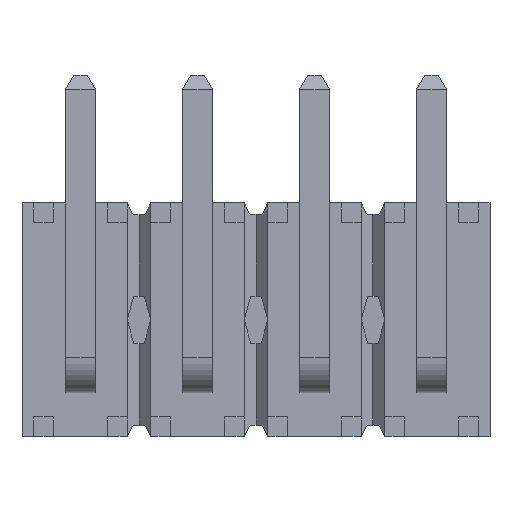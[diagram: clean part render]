
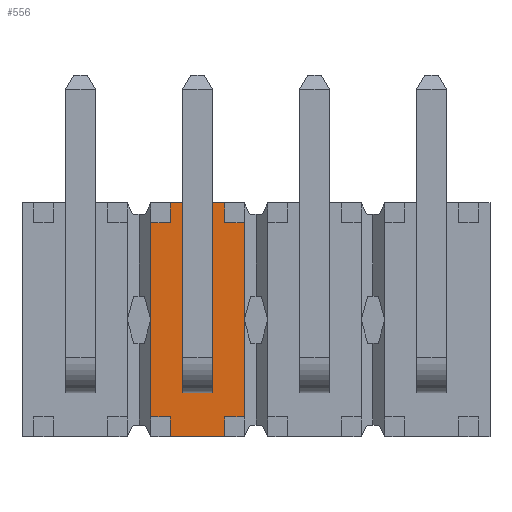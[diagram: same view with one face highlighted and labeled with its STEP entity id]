
A CAD part, front view. The second image highlights one B-rep face of the part: STEP entity #556.
In plain terms, the highlighted planar face has unit normal (0, -1, 0).
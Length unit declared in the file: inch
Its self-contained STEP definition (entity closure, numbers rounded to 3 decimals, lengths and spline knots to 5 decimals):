
#556 = ADVANCED_FACE( '', ( #1371, #1372, #1373 ), #1374, .T. );
#1371 = FACE_OUTER_BOUND( '', #2485, .T. );
#1372 = FACE_BOUND( '', #2486, .T. );
#1373 = FACE_BOUND( '', #2487, .T. );
#1374 = PLANE( '', #2488 );
#2485 = EDGE_LOOP( '', ( #3967, #3968, #3969, #3970, #3971, #3972, #3973, #3974, #3975, #3976, #3977, #3978, #3979, #3980 ) );
#2486 = EDGE_LOOP( '', ( #3981, #3982, #3983, #3984 ) );
#2487 = EDGE_LOOP( '', ( #3985, #3986, #3987, #3988 ) );
#2488 = AXIS2_PLACEMENT_3D( '', #3989, #3990, #3991 );
#3967 = ORIENTED_EDGE( '', *, *, #6699, .T. );
#3968 = ORIENTED_EDGE( '', *, *, #7030, .F. );
#3969 = ORIENTED_EDGE( '', *, *, #7031, .T. );
#3970 = ORIENTED_EDGE( '', *, *, #7032, .T. );
#3971 = ORIENTED_EDGE( '', *, *, #7033, .T. );
#3972 = ORIENTED_EDGE( '', *, *, #7034, .F. );
#3973 = ORIENTED_EDGE( '', *, *, #7035, .F. );
#3974 = ORIENTED_EDGE( '', *, *, #6922, .F. );
#3975 = ORIENTED_EDGE( '', *, *, #7036, .T. );
#3976 = ORIENTED_EDGE( '', *, *, #7037, .T. );
#3977 = ORIENTED_EDGE( '', *, *, #7038, .F. );
#3978 = ORIENTED_EDGE( '', *, *, #7039, .F. );
#3979 = ORIENTED_EDGE( '', *, *, #6905, .F. );
#3980 = ORIENTED_EDGE( '', *, *, #7040, .F. );
#3981 = ORIENTED_EDGE( '', *, *, #6749, .F. );
#3982 = ORIENTED_EDGE( '', *, *, #6871, .F. );
#3983 = ORIENTED_EDGE( '', *, *, #7041, .F. );
#3984 = ORIENTED_EDGE( '', *, *, #7042, .F. );
#3985 = ORIENTED_EDGE( '', *, *, #7043, .F. );
#3986 = ORIENTED_EDGE( '', *, *, #7044, .F. );
#3987 = ORIENTED_EDGE( '', *, *, #6718, .F. );
#3988 = ORIENTED_EDGE( '', *, *, #6816, .F. );
#3989 = CARTESIAN_POINT( '', ( -0.02688, 0.02, 0.2 ) );
#3990 = DIRECTION( '', ( 0., -1., 0. ) );
#3991 = DIRECTION( '', ( 0., 0., -1. ) );
#6699 = EDGE_CURVE( '', #8007, #8005, #8008, .T. );
#6718 = EDGE_CURVE( '', #8039, #8041, #8042, .T. );
#6749 = EDGE_CURVE( '', #8096, #8098, #8099, .T. );
#6816 = EDGE_CURVE( '', #8216, #8039, #8218, .T. );
#6871 = EDGE_CURVE( '', #8310, #8096, #8312, .T. );
#6905 = EDGE_CURVE( '', #8366, #8368, #8369, .T. );
#6922 = EDGE_CURVE( '', #8394, #7996, #8396, .T. );
#7030 = EDGE_CURVE( '', #8574, #8005, #8575, .T. );
#7031 = EDGE_CURVE( '', #8574, #8576, #8577, .T. );
#7032 = EDGE_CURVE( '', #8576, #8578, #8579, .T. );
#7033 = EDGE_CURVE( '', #8578, #8580, #8581, .T. );
#7034 = EDGE_CURVE( '', #8582, #8580, #8583, .T. );
#7035 = EDGE_CURVE( '', #7996, #8582, #8584, .T. );
#7036 = EDGE_CURVE( '', #8394, #8585, #8586, .T. );
#7037 = EDGE_CURVE( '', #8585, #8587, #8588, .T. );
#7038 = EDGE_CURVE( '', #8589, #8587, #8590, .T. );
#7039 = EDGE_CURVE( '', #8368, #8589, #8591, .T. );
#7040 = EDGE_CURVE( '', #8007, #8366, #8592, .T. );
#7041 = EDGE_CURVE( '', #8593, #8310, #8594, .T. );
#7042 = EDGE_CURVE( '', #8098, #8593, #8595, .T. );
#7043 = EDGE_CURVE( '', #8596, #8216, #8597, .T. );
#7044 = EDGE_CURVE( '', #8041, #8596, #8598, .T. );
#7996 = VERTEX_POINT( '', #9890 );
#8005 = VERTEX_POINT( '', #9903 );
#8007 = VERTEX_POINT( '', #9906 );
#8008 = LINE( '', #9907, #9908 );
#8039 = VERTEX_POINT( '', #9952 );
#8041 = VERTEX_POINT( '', #9955 );
#8042 = LINE( '', #9956, #9957 );
#8096 = VERTEX_POINT( '', #10031 );
#8098 = VERTEX_POINT( '', #10034 );
#8099 = LINE( '', #10035, #10036 );
#8216 = VERTEX_POINT( '', #10202 );
#8218 = LINE( '', #10205, #10206 );
#8310 = VERTEX_POINT( '', #10341 );
#8312 = LINE( '', #10344, #10345 );
#8366 = VERTEX_POINT( '', #10424 );
#8368 = VERTEX_POINT( '', #10427 );
#8369 = LINE( '', #10428, #10429 );
#8394 = VERTEX_POINT( '', #10466 );
#8396 = LINE( '', #10469, #10470 );
#8574 = VERTEX_POINT( '', #10732 );
#8575 = LINE( '', #10733, #10734 );
#8576 = VERTEX_POINT( '', #10735 );
#8577 = LINE( '', #10736, #10737 );
#8578 = VERTEX_POINT( '', #10738 );
#8579 = LINE( '', #10739, #10740 );
#8580 = VERTEX_POINT( '', #10741 );
#8581 = LINE( '', #10742, #10743 );
#8582 = VERTEX_POINT( '', #10744 );
#8583 = LINE( '', #10745, #10746 );
#8584 = LINE( '', #10747, #10748 );
#8585 = VERTEX_POINT( '', #10749 );
#8586 = LINE( '', #10750, #10751 );
#8587 = VERTEX_POINT( '', #10752 );
#8588 = LINE( '', #10753, #10754 );
#8589 = VERTEX_POINT( '', #10755 );
#8590 = LINE( '', #10756, #10757 );
#8591 = LINE( '', #10758, #10759 );
#8592 = LINE( '', #10760, #10761 );
#8593 = VERTEX_POINT( '', #10762 );
#8594 = LINE( '', #10763, #10764 );
#8595 = LINE( '', #10765, #10766 );
#8596 = VERTEX_POINT( '', #10767 );
#8597 = LINE( '', #10768, #10769 );
#8598 = LINE( '', #10770, #10771 );
#9890 = CARTESIAN_POINT( '', ( -0.09, 0.02, -0.083 ) );
#9903 = CARTESIAN_POINT( '', ( -0.02688, 0.02, 0.083 ) );
#9906 = CARTESIAN_POINT( '', ( -0.01, 0.02, 0.083 ) );
#9907 = CARTESIAN_POINT( '', ( 0.4, 0.02, 0.083 ) );
#9908 = VECTOR( '', #12651, 39.37008 );
#9952 = CARTESIAN_POINT( '', ( -0.0375, 0.02, -0.0625 ) );
#9955 = CARTESIAN_POINT( '', ( -0.0375, 0.02, -0.0375 ) );
#9956 = CARTESIAN_POINT( '', ( -0.0375, 0.02, -0.0375 ) );
#9957 = VECTOR( '', #12666, 39.37008 );
#10031 = CARTESIAN_POINT( '', ( -0.0625, 0.02, 0.0625 ) );
#10034 = CARTESIAN_POINT( '', ( -0.0625, 0.02, 0.0375 ) );
#10035 = CARTESIAN_POINT( '', ( -0.0625, 0.02, 0.0375 ) );
#10036 = VECTOR( '', #12700, 39.37008 );
#10202 = CARTESIAN_POINT( '', ( -0.0625, 0.02, -0.0625 ) );
#10205 = CARTESIAN_POINT( '', ( -0.0375, 0.02, -0.0625 ) );
#10206 = VECTOR( '', #12763, 39.37008 );
#10341 = CARTESIAN_POINT( '', ( -0.0375, 0.02, 0.0625 ) );
#10344 = CARTESIAN_POINT( '', ( -0.0625, 0.02, 0.0625 ) );
#10345 = VECTOR( '', #12808, 39.37008 );
#10424 = CARTESIAN_POINT( '', ( -0.01, 0.02, 0. ) );
#10427 = CARTESIAN_POINT( '', ( -0.01, 0.02, -0.083 ) );
#10428 = CARTESIAN_POINT( '', ( -0.01, 0.02, 0.4 ) );
#10429 = VECTOR( '', #12835, 39.37008 );
#10466 = CARTESIAN_POINT( '', ( -0.07312, 0.02, -0.083 ) );
#10469 = CARTESIAN_POINT( '', ( 0.4, 0.02, -0.083 ) );
#10470 = VECTOR( '', #12849, 39.37008 );
#10732 = CARTESIAN_POINT( '', ( -0.02688, 0.02, 0.1 ) );
#10733 = CARTESIAN_POINT( '', ( -0.02688, 0.02, 0.2 ) );
#10734 = VECTOR( '', #12934, 39.37008 );
#10735 = CARTESIAN_POINT( '', ( -0.07312, 0.02, 0.1 ) );
#10736 = CARTESIAN_POINT( '', ( -0.2, 0.02, 0.1 ) );
#10737 = VECTOR( '', #12935, 39.37008 );
#10738 = CARTESIAN_POINT( '', ( -0.07312, 0.02, 0.083 ) );
#10739 = CARTESIAN_POINT( '', ( -0.07312, 0.02, 0.2 ) );
#10740 = VECTOR( '', #12936, 39.37008 );
#10741 = CARTESIAN_POINT( '', ( -0.09, 0.02, 0.083 ) );
#10742 = CARTESIAN_POINT( '', ( 0.4, 0.02, 0.083 ) );
#10743 = VECTOR( '', #12937, 39.37008 );
#10744 = CARTESIAN_POINT( '', ( -0.09, 0.02, 0. ) );
#10745 = CARTESIAN_POINT( '', ( -0.09, 0.02, 0.4 ) );
#10746 = VECTOR( '', #12938, 39.37008 );
#10747 = CARTESIAN_POINT( '', ( -0.09, 0.02, 0.4 ) );
#10748 = VECTOR( '', #12939, 39.37008 );
#10749 = CARTESIAN_POINT( '', ( -0.07312, 0.02, -0.1 ) );
#10750 = CARTESIAN_POINT( '', ( -0.07312, 0.02, 0.2 ) );
#10751 = VECTOR( '', #12940, 39.37008 );
#10752 = CARTESIAN_POINT( '', ( -0.02688, 0.02, -0.1 ) );
#10753 = CARTESIAN_POINT( '', ( 0.2, 0.02, -0.1 ) );
#10754 = VECTOR( '', #12941, 39.37008 );
#10755 = CARTESIAN_POINT( '', ( -0.02688, 0.02, -0.083 ) );
#10756 = CARTESIAN_POINT( '', ( -0.02688, 0.02, 0.2 ) );
#10757 = VECTOR( '', #12942, 39.37008 );
#10758 = CARTESIAN_POINT( '', ( 0.4, 0.02, -0.083 ) );
#10759 = VECTOR( '', #12943, 39.37008 );
#10760 = CARTESIAN_POINT( '', ( -0.01, 0.02, 0.4 ) );
#10761 = VECTOR( '', #12944, 39.37008 );
#10762 = CARTESIAN_POINT( '', ( -0.0375, 0.02, 0.0375 ) );
#10763 = CARTESIAN_POINT( '', ( -0.0375, 0.02, 0.0625 ) );
#10764 = VECTOR( '', #12945, 39.37008 );
#10765 = CARTESIAN_POINT( '', ( -0.0375, 0.02, 0.0375 ) );
#10766 = VECTOR( '', #12946, 39.37008 );
#10767 = CARTESIAN_POINT( '', ( -0.0625, 0.02, -0.0375 ) );
#10768 = CARTESIAN_POINT( '', ( -0.0625, 0.02, -0.0625 ) );
#10769 = VECTOR( '', #12947, 39.37008 );
#10770 = CARTESIAN_POINT( '', ( -0.0625, 0.02, -0.0375 ) );
#10771 = VECTOR( '', #12948, 39.37008 );
#12651 = DIRECTION( '', ( -1., 0., 0. ) );
#12666 = DIRECTION( '', ( 0., 0., 1. ) );
#12700 = DIRECTION( '', ( 0., 0., -1. ) );
#12763 = DIRECTION( '', ( 1., 0., 0. ) );
#12808 = DIRECTION( '', ( -1., 0., 0. ) );
#12835 = DIRECTION( '', ( 0., 0., -1. ) );
#12849 = DIRECTION( '', ( -1., 0., 0. ) );
#12934 = DIRECTION( '', ( 0., 0., -1. ) );
#12935 = DIRECTION( '', ( -1., 0., 0. ) );
#12936 = DIRECTION( '', ( 0., 0., -1. ) );
#12937 = DIRECTION( '', ( -1., 0., 0. ) );
#12938 = DIRECTION( '', ( 0., 0., 1. ) );
#12939 = DIRECTION( '', ( 0., 0., 1. ) );
#12940 = DIRECTION( '', ( 0., 0., -1. ) );
#12941 = DIRECTION( '', ( 1., 0., 0. ) );
#12942 = DIRECTION( '', ( 0., 0., -1. ) );
#12943 = DIRECTION( '', ( -1., 0., 0. ) );
#12944 = DIRECTION( '', ( 0., 0., -1. ) );
#12945 = DIRECTION( '', ( 0., 0., 1. ) );
#12946 = DIRECTION( '', ( 1., 0., 0. ) );
#12947 = DIRECTION( '', ( 0., 0., -1. ) );
#12948 = DIRECTION( '', ( -1., 0., 0. ) );
